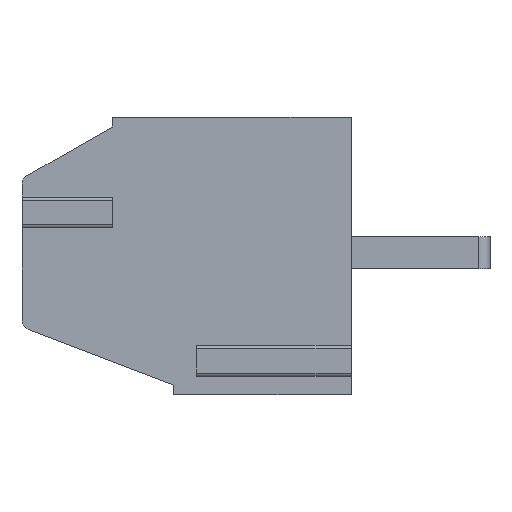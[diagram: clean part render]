
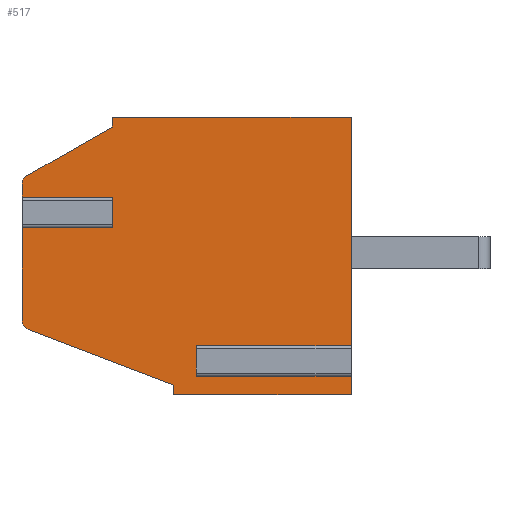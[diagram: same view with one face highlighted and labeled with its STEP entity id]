
A CAD part, left-side view. The second image highlights one B-rep face of the part: STEP entity #517.
In plain terms, the highlighted planar face has unit normal (-1, 0, 0).
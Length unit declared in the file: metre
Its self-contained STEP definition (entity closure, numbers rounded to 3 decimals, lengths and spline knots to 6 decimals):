
#517=ADVANCED_FACE('',(#1134),#1135,.T.);
#1134=FACE_OUTER_BOUND('',#1831,.T.);
#1135=PLANE('',#1832);
#1831=EDGE_LOOP('',(#3322,#3323,#3324,#3325,#3326,#3327,#3328,#3329,#3330,#3331,#3332,#3333,#3334,#3335,#3336,#3337,#3338,#3339));
#1832=AXIS2_PLACEMENT_3D('',#3340,#3341,#3342);
#3322=ORIENTED_EDGE('',*,*,#4407,.T.);
#3323=ORIENTED_EDGE('',*,*,#4696,.T.);
#3324=ORIENTED_EDGE('',*,*,#4394,.T.);
#3325=ORIENTED_EDGE('',*,*,#4697,.F.);
#3326=ORIENTED_EDGE('',*,*,#4234,.T.);
#3327=ORIENTED_EDGE('',*,*,#4698,.T.);
#3328=ORIENTED_EDGE('',*,*,#4263,.T.);
#3329=ORIENTED_EDGE('',*,*,#4699,.T.);
#3330=ORIENTED_EDGE('',*,*,#4421,.T.);
#3331=ORIENTED_EDGE('',*,*,#4291,.T.);
#3332=ORIENTED_EDGE('',*,*,#4694,.T.);
#3333=ORIENTED_EDGE('',*,*,#4177,.T.);
#3334=ORIENTED_EDGE('',*,*,#4515,.F.);
#3335=ORIENTED_EDGE('',*,*,#4187,.T.);
#3336=ORIENTED_EDGE('',*,*,#4690,.T.);
#3337=ORIENTED_EDGE('',*,*,#4700,.T.);
#3338=ORIENTED_EDGE('',*,*,#4701,.T.);
#3339=ORIENTED_EDGE('',*,*,#4230,.T.);
#3340=CARTESIAN_POINT('',(-0.035,0.0099,0.037922));
#3341=DIRECTION('',(-1.0,0.0,0.0));
#3342=DIRECTION('',(0.0,0.0,1.0));
#4177=EDGE_CURVE('',#5039,#5036,#5040,.T.);
#4187=EDGE_CURVE('',#5051,#5053,#5055,.T.);
#4230=EDGE_CURVE('',#5122,#5127,#5129,.T.);
#4234=EDGE_CURVE('',#5136,#5134,#5137,.T.);
#4263=EDGE_CURVE('',#5189,#5187,#5190,.T.);
#4291=EDGE_CURVE('',#5233,#5237,#5239,.T.);
#4394=EDGE_CURVE('',#5408,#5409,#5410,.T.);
#4407=EDGE_CURVE('',#5127,#5429,#5431,.T.);
#4421=EDGE_CURVE('',#5447,#5233,#5451,.T.);
#4515=EDGE_CURVE('',#5051,#5036,#5591,.T.);
#4690=EDGE_CURVE('',#5053,#5831,#5833,.T.);
#4694=EDGE_CURVE('',#5237,#5039,#5839,.T.);
#4696=EDGE_CURVE('',#5429,#5408,#5841,.T.);
#4697=EDGE_CURVE('',#5136,#5409,#5842,.T.);
#4698=EDGE_CURVE('',#5134,#5189,#5843,.T.);
#4699=EDGE_CURVE('',#5187,#5447,#5844,.T.);
#4700=EDGE_CURVE('',#5831,#5845,#5846,.T.);
#4701=EDGE_CURVE('',#5845,#5122,#5847,.T.);
#5036=VERTEX_POINT('',#6273);
#5039=VERTEX_POINT('',#6276);
#5040=LINE('',#6277,#6278);
#5051=VERTEX_POINT('',#6292);
#5053=VERTEX_POINT('',#6294);
#5055=LINE('',#6296,#6297);
#5122=VERTEX_POINT('',#6392);
#5127=VERTEX_POINT('',#6399);
#5129=LINE('',#6402,#6403);
#5134=VERTEX_POINT('',#6409);
#5136=VERTEX_POINT('',#6411);
#5137=LINE('',#6412,#6413);
#5187=VERTEX_POINT('',#6487);
#5189=VERTEX_POINT('',#6490);
#5190=LINE('',#6491,#6492);
#5233=VERTEX_POINT('',#6557);
#5237=VERTEX_POINT('',#6562);
#5239=CIRCLE('',#6565,0.0003);
#5408=VERTEX_POINT('',#6793);
#5409=VERTEX_POINT('',#6794);
#5410=LINE('',#6795,#6796);
#5429=VERTEX_POINT('',#6823);
#5431=LINE('',#6826,#6827);
#5447=VERTEX_POINT('',#6845);
#5451=LINE('',#6851,#6852);
#5591=LINE('',#7046,#7047);
#5831=VERTEX_POINT('',#7383);
#5833=LINE('',#7386,#7387);
#5839=LINE('',#7395,#7396);
#5841=LINE('',#7398,#7399);
#5842=LINE('',#7400,#7401);
#5843=LINE('',#7402,#7403);
#5844=LINE('',#7404,#7405);
#5845=VERTEX_POINT('',#7406);
#5846=CIRCLE('',#7407,0.0003);
#5847=LINE('',#7408,#7409);
#6273=CARTESIAN_POINT('',(-0.035,0.0074,0.037427));
#6276=CARTESIAN_POINT('',(-0.035,0.0102,0.037427));
#6277=CARTESIAN_POINT('',(-0.035,0.0054,0.037427));
#6278=VECTOR('',#7769,1.0);
#6292=CARTESIAN_POINT('',(-0.035,0.0074,0.036673));
#6294=CARTESIAN_POINT('',(-0.035,0.0102,0.036673));
#6296=CARTESIAN_POINT('',(-0.035,0.0102,0.036673));
#6297=VECTOR('',#7785,1.0);
#6392=CARTESIAN_POINT('',(-0.035,0.0055,0.0317));
#6399=CARTESIAN_POINT('',(-0.035,0.0055,0.0314));
#6402=CARTESIAN_POINT('',(-0.035,0.0055,0.0314));
#6403=VECTOR('',#7826,1.0);
#6409=CARTESIAN_POINT('',(-0.035,0.0,0.032827));
#6411=CARTESIAN_POINT('',(-0.035,0.0048,0.032827));
#6412=CARTESIAN_POINT('',(-0.035,0.0,0.032827));
#6413=VECTOR('',#7831,1.0);
#6487=CARTESIAN_POINT('',(-0.035,0.0074,0.04));
#6490=CARTESIAN_POINT('',(-0.035,0.0,0.04));
#6491=CARTESIAN_POINT('',(-0.035,0.0074,0.04));
#6492=VECTOR('',#7860,1.0);
#6557=CARTESIAN_POINT('',(-0.035,0.010049,0.038182));
#6562=CARTESIAN_POINT('',(-0.035,0.0102,0.037922));
#6565=AXIS2_PLACEMENT_3D('',#7888,#7889,#7890);
#6793=CARTESIAN_POINT('',(-0.035,0.0,0.032073));
#6794=CARTESIAN_POINT('',(-0.035,0.0048,0.032073));
#6795=CARTESIAN_POINT('',(-0.035,0.0048,0.032073));
#6796=VECTOR('',#8010,1.0);
#6823=CARTESIAN_POINT('',(-0.035,0.0,0.0314));
#6826=CARTESIAN_POINT('',(-0.035,0.0,0.0314));
#6827=VECTOR('',#8026,1.0);
#6845=CARTESIAN_POINT('',(-0.035,0.0074,0.039696));
#6851=CARTESIAN_POINT('',(-0.035,0.010049,0.038182));
#6852=VECTOR('',#8043,1.0);
#7046=CARTESIAN_POINT('',(-0.035,0.0074,0.042472));
#7047=VECTOR('',#8137,1.0);
#7383=CARTESIAN_POINT('',(-0.035,0.0102,0.033702));
#7386=CARTESIAN_POINT('',(-0.035,0.0102,0.033702));
#7387=VECTOR('',#8313,1.0);
#7395=CARTESIAN_POINT('',(-0.035,0.0102,0.033702));
#7396=VECTOR('',#8319,1.0);
#7398=CARTESIAN_POINT('',(-0.035,0.0,0.04));
#7399=VECTOR('',#8320,1.0);
#7400=CARTESIAN_POINT('',(-0.035,0.0048,0.032246));
#7401=VECTOR('',#8321,1.0);
#7402=CARTESIAN_POINT('',(-0.035,0.0,0.04));
#7403=VECTOR('',#8322,1.0);
#7404=CARTESIAN_POINT('',(-0.035,0.0074,0.039696));
#7405=VECTOR('',#8323,1.0);
#7406=CARTESIAN_POINT('',(-0.035,0.010007,0.033422));
#7407=AXIS2_PLACEMENT_3D('',#8324,#8325,#8326);
#7408=CARTESIAN_POINT('',(-0.035,0.0055,0.0317));
#7409=VECTOR('',#8327,1.0);
#7769=DIRECTION('',(0.0,-1.0,0.0));
#7785=DIRECTION('',(0.0,1.0,0.0));
#7826=DIRECTION('',(0.0,0.0,-1.0));
#7831=DIRECTION('',(0.0,-1.0,0.0));
#7860=DIRECTION('',(0.0,1.0,0.0));
#7888=CARTESIAN_POINT('',(-0.035,0.0099,0.037922));
#7889=DIRECTION('',(-1.0,0.0,0.0));
#7890=DIRECTION('',(0.0,0.0,1.0));
#8010=DIRECTION('',(0.0,1.0,0.0));
#8026=DIRECTION('',(0.0,-1.0,0.));
#8043=DIRECTION('',(0.0,0.868,-0.496));
#8137=DIRECTION('',(0.0,0.0,1.0));
#8313=DIRECTION('',(0.0,0.0,-1.0));
#8319=DIRECTION('',(0.0,0.0,-1.0));
#8320=DIRECTION('',(0.0,0.0,1.0));
#8321=DIRECTION('',(0.0,0.0,-1.0));
#8322=DIRECTION('',(0.0,0.0,1.0));
#8323=DIRECTION('',(0.0,0.0,-1.0));
#8324=CARTESIAN_POINT('',(-0.035,0.0099,0.033702));
#8325=DIRECTION('',(-1.0,0.0,0.0));
#8326=DIRECTION('',(0.0,0.0,1.0));
#8327=DIRECTION('',(0.0,-0.934,-0.357));
